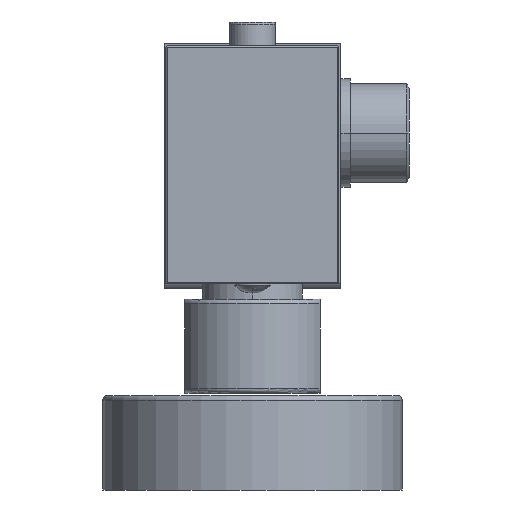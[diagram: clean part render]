
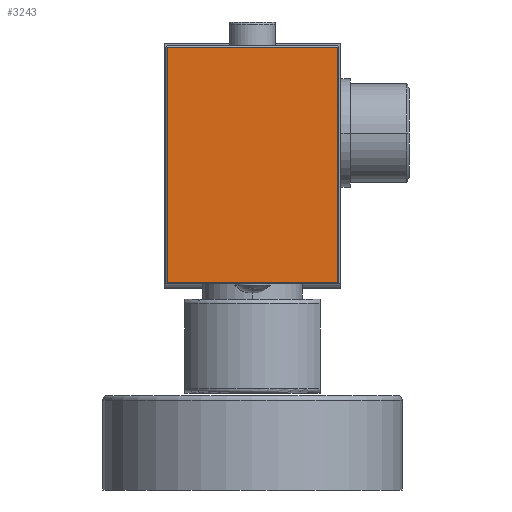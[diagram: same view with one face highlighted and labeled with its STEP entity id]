
A CAD part, left-side view. The second image highlights one B-rep face of the part: STEP entity #3243.
In plain terms, the highlighted planar face has unit normal (-1, 0, 0).
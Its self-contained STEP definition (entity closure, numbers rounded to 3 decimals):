
#497=DIRECTION('',(0.,0.,-1.));
#498=VECTOR('',#497,49.9);
#499=CARTESIAN_POINT('',(-138.9,18.05,25.2));
#500=LINE('',#499,#498);
#501=DIRECTION('',(0.,1.,0.));
#502=VECTOR('',#501,36.1);
#503=CARTESIAN_POINT('',(-138.9,-18.05,25.2));
#504=LINE('',#503,#502);
#505=DIRECTION('',(0.,0.,1.));
#506=VECTOR('',#505,49.9);
#507=CARTESIAN_POINT('',(-138.9,-18.05,-24.7));
#508=LINE('',#507,#506);
#509=DIRECTION('',(0.,-1.,0.));
#510=VECTOR('',#509,36.1);
#511=CARTESIAN_POINT('',(-138.9,18.05,-24.7));
#512=LINE('',#511,#510);
#2171=CARTESIAN_POINT('',(-138.9,18.05,25.2));
#2172=CARTESIAN_POINT('',(-138.9,18.05,-24.7));
#2173=VERTEX_POINT('',#2171);
#2174=VERTEX_POINT('',#2172);
#2175=CARTESIAN_POINT('',(-138.9,-18.05,-24.7));
#2176=VERTEX_POINT('',#2175);
#2177=CARTESIAN_POINT('',(-138.9,-18.05,25.2));
#2178=VERTEX_POINT('',#2177);
#3230=CARTESIAN_POINT('',(-138.9,0.,0.25));
#3231=DIRECTION('',(-1.,0.,0.));
#3232=DIRECTION('',(0.,1.,0.));
#3233=AXIS2_PLACEMENT_3D('',#3230,#3231,#3232);
#3234=PLANE('',#3233);
#3236=ORIENTED_EDGE('',*,*,#3235,.F.);
#3238=ORIENTED_EDGE('',*,*,#3237,.F.);
#3239=ORIENTED_EDGE('',*,*,#3216,.F.);
#3240=ORIENTED_EDGE('',*,*,#3078,.F.);
#3241=EDGE_LOOP('',(#3236,#3238,#3239,#3240));
#3242=FACE_OUTER_BOUND('',#3241,.F.);
#3243=ADVANCED_FACE('',(#3242),#3234,.T.);
#3078=EDGE_CURVE('',#2174,#2176,#512,.T.);
#3216=EDGE_CURVE('',#2176,#2178,#508,.T.);
#3235=EDGE_CURVE('',#2173,#2174,#500,.T.);
#3237=EDGE_CURVE('',#2178,#2173,#504,.T.);
